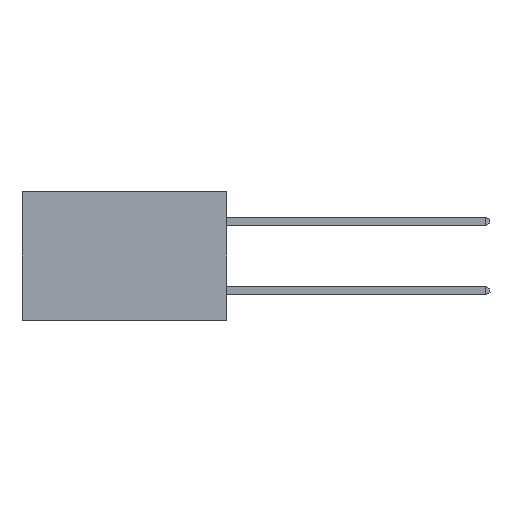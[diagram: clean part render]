
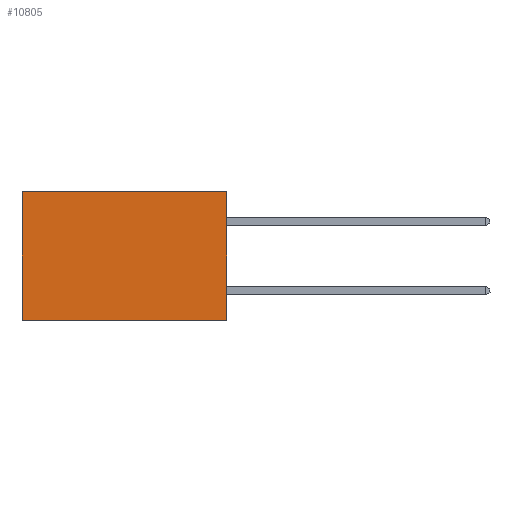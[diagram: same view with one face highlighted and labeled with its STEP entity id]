
A CAD part, left-side view. The second image highlights one B-rep face of the part: STEP entity #10805.
In plain terms, the highlighted planar face has unit normal (-1, 0, 0).
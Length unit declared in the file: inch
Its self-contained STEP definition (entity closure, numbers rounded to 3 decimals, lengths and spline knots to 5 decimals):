
#1010 = LINE ( 'NONE', #9472, #4886 ) ;
#1140 = VERTEX_POINT ( 'NONE', #6802 ) ;
#1517 = VERTEX_POINT ( 'NONE', #11490 ) ;
#1588 = ORIENTED_EDGE ( 'NONE', *, *, #3503, .F. ) ;
#1620 = DIRECTION ( 'NONE',  ( 0., 0., -1. ) ) ;
#1714 = ORIENTED_EDGE ( 'NONE', *, *, #3656, .F. ) ;
#1721 = DIRECTION ( 'NONE',  ( 0., 1., 0. ) ) ;
#2482 = CARTESIAN_POINT ( 'NONE',  ( 0.277, 0.59, -0.37 ) ) ;
#2538 = DIRECTION ( 'NONE',  ( 0., 0., -1. ) ) ;
#3259 = LINE ( 'NONE', #12101, #5661 ) ;
#3394 = PLANE ( 'NONE',  #4833 ) ;
#3470 = ORIENTED_EDGE ( 'NONE', *, *, #3501, .T. ) ;
#3501 = EDGE_CURVE ( 'NONE', #6300, #1517, #1010, .T. ) ;
#3503 = EDGE_CURVE ( 'NONE', #6300, #1140, #7532, .T. ) ;
#3656 = EDGE_CURVE ( 'NONE', #1140, #9397, #3259, .T. ) ;
#4426 = DIRECTION ( 'NONE',  ( 0., 0., -1. ) ) ;
#4833 = AXIS2_PLACEMENT_3D ( 'NONE', #12148, #10343, #4426 ) ;
#4886 = VECTOR ( 'NONE', #1721, 39.37008 ) ;
#5185 = ORIENTED_EDGE ( 'NONE', *, *, #7075, .T. ) ;
#5661 = VECTOR ( 'NONE', #12208, 39.37008 ) ;
#6300 = VERTEX_POINT ( 'NONE', #8609 ) ;
#6802 = CARTESIAN_POINT ( 'NONE',  ( 0.277, 0., -0.37 ) ) ;
#7075 = EDGE_CURVE ( 'NONE', #1517, #9397, #11758, .T. ) ;
#7532 = LINE ( 'NONE', #9638, #12278 ) ;
#7854 = EDGE_LOOP ( 'NONE', ( #5185, #1714, #1588, #3470 ) ) ;
#8609 = CARTESIAN_POINT ( 'NONE',  ( 0.277, 0., 0. ) ) ;
#9287 = VECTOR ( 'NONE', #2538, 39.37008 ) ;
#9397 = VERTEX_POINT ( 'NONE', #10047 ) ;
#9472 = CARTESIAN_POINT ( 'NONE',  ( 0.277, 0., 0. ) ) ;
#9638 = CARTESIAN_POINT ( 'NONE',  ( 0.277, 0., -0.37 ) ) ;
#9921 = FACE_OUTER_BOUND ( 'NONE', #7854, .T. ) ;
#10047 = CARTESIAN_POINT ( 'NONE',  ( 0.277, 0.59, -0.37 ) ) ;
#10343 = DIRECTION ( 'NONE',  ( 1., 0., 0. ) ) ;
#10805 = ADVANCED_FACE ( 'NONE', ( #9921 ), #3394, .F. ) ;
#11490 = CARTESIAN_POINT ( 'NONE',  ( 0.277, 0.59, 0. ) ) ;
#11758 = LINE ( 'NONE', #2482, #9287 ) ;
#12101 = CARTESIAN_POINT ( 'NONE',  ( 0.277, 0., -0.37 ) ) ;
#12148 = CARTESIAN_POINT ( 'NONE',  ( 0.277, 0., -0.37 ) ) ;
#12208 = DIRECTION ( 'NONE',  ( 0., 1., 0. ) ) ;
#12278 = VECTOR ( 'NONE', #1620, 39.37008 ) ;
